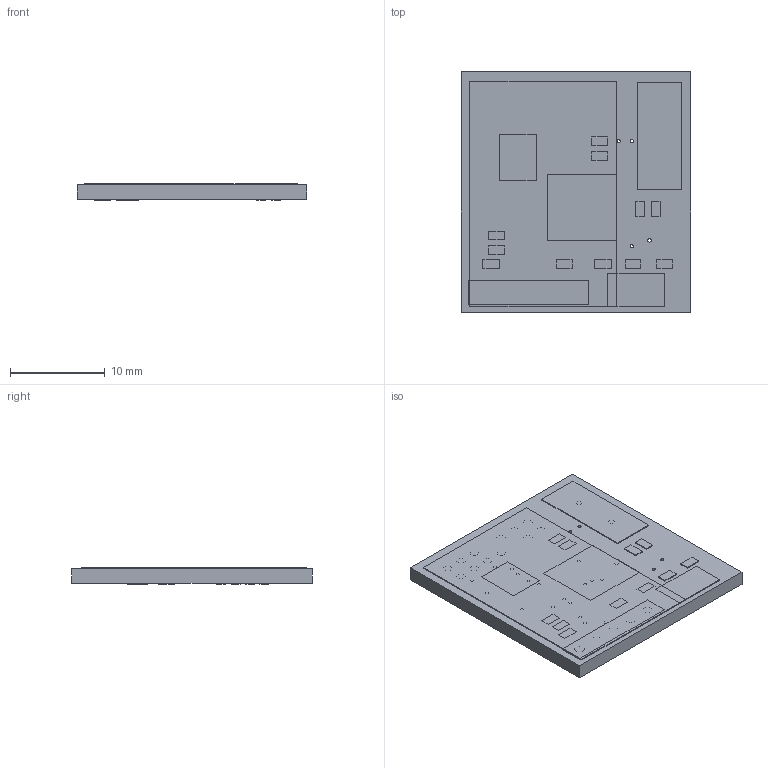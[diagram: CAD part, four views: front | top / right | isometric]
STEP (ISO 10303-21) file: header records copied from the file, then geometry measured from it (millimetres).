
FILE_DESCRIPTION(/* description */ (''),/* implementation_level */ '2;1');
FILE_NAME(/* name */ '5e3ca5f3-f747-41d6-b04c-911794ee03eb.stp',/* time_stamp */ '2022-11-10T23:03:41Z',/* author */ (''),/* organization */ (''),/* preprocessor_version */ 'ST-DEVELOPER v19.2',/* originating_system */ 'Autodesk Translation Framework v11.17.0.187',/* authorisation */ '');
FILE_SCHEMA (('AUTOMOTIVE_DESIGN { 1 0 10303 214 3 1 1 }'));
Length unit declared in the file: millimetre
Products named in the file (12): 5e3ca5f3-f747-41d6-b04c-911794ee03eb; PCB Component; Board; STM32F042K6T6; 30k; 18pF; Orange; MOMENTARY-SWITCH-SPST-SMD-6.0X3.5MM; 3V3 -SWCLK-GND-SWDIO- NRST; DATACONV->BACKPLANE; MAX3058ASA+; ECS-80-18-4X
Assembly tree (28 placements, depth 3):
  5e3ca5f3-f747-41d6-b04c-911794ee03eb
    PCB Component
      Board
      STM32F042K6T6
      30k  x10
      18pF  x8
      Orange  x2
      MOMENTARY-SWITCH-SPST-SMD-6.0X3.5MM
      3V3 -SWCLK-GND-SWDIO- NRST
      DATACONV->BACKPLANE
      MAX3058ASA+
      ECS-80-18-4X
Bounding box: 24.26 x 25.4 x 1.77 mm (x, y, z)
Volume: 1000.4 mm3; surface area: 2672.9 mm2
Topology: 27 solids, 27 shells, 206 faces, 456 edges, 304 vertices
Faces by surface type: plane 162, cylinder 44
Full cylindrical faces by diameter (mm): 0.35 x23, 0.63 x2, 0.89 x14, 1.016 x5
Entity records: 3823 total; most frequent: DIRECTION 628, CARTESIAN_POINT 564, ORIENTED_EDGE 504, EDGE_CURVE 252, AXIS2_PLACEMENT_3D 232, EDGE_LOOP 192, VERTEX_POINT 168, LINE 164
